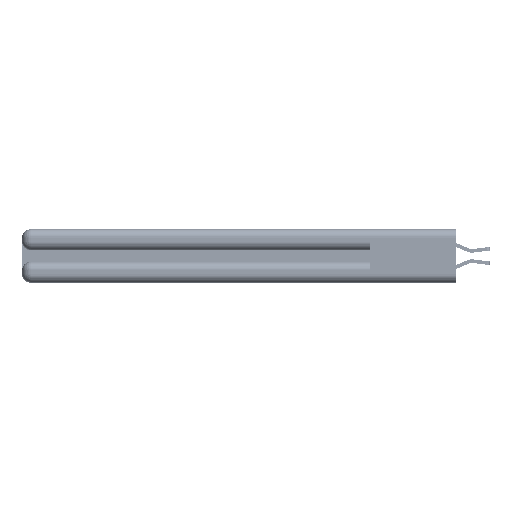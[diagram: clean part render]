
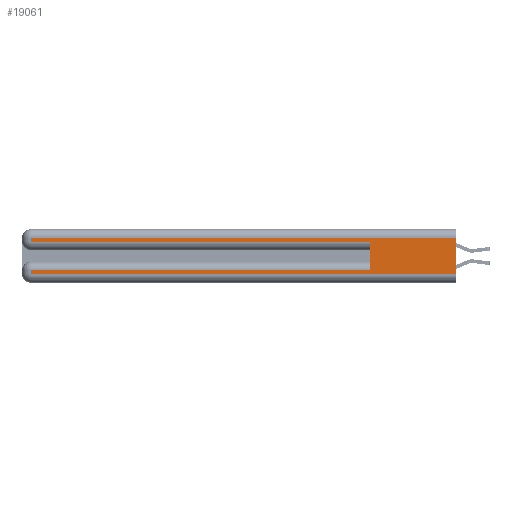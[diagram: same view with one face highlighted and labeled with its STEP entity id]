
A CAD part, left-side view. The second image highlights one B-rep face of the part: STEP entity #19061.
In plain terms, the highlighted planar face has unit normal (-1, 0, 0).
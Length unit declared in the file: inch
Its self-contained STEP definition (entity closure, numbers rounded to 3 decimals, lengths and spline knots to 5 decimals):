
#593 = CARTESIAN_POINT ( 'NONE',  ( 0., 2.94, 0.31 ) ) ;
#1087 = CARTESIAN_POINT ( 'NONE',  ( 0., 0., 0.37 ) ) ;
#2198 = VECTOR ( 'NONE', #37809, 39.37008 ) ;
#3538 = DIRECTION ( 'NONE',  ( 0., 0., -1. ) ) ;
#4392 = LINE ( 'NONE', #43855, #51580 ) ;
#4488 = DIRECTION ( 'NONE',  ( 0., 0., -1. ) ) ;
#4509 = CARTESIAN_POINT ( 'NONE',  ( 0., 2.94, 0.285 ) ) ;
#5165 = DIRECTION ( 'NONE',  ( 1., 0., 0. ) ) ;
#5689 = CARTESIAN_POINT ( 'NONE',  ( 0., 2.94, 0.37 ) ) ;
#5892 = CARTESIAN_POINT ( 'NONE',  ( 0., 0., 0.31 ) ) ;
#6032 = LINE ( 'NONE', #5689, #2198 ) ;
#6556 = VECTOR ( 'NONE', #3538, 39.37008 ) ;
#7957 = LINE ( 'NONE', #5892, #29644 ) ;
#10969 = VECTOR ( 'NONE', #11340, 39.37008 ) ;
#11340 = DIRECTION ( 'NONE',  ( 0., 0., 1. ) ) ;
#14742 = EDGE_CURVE ( 'NONE', #33577, #38099, #6032, .T. ) ;
#14905 = AXIS2_PLACEMENT_3D ( 'NONE', #1087, #5165, #4488 ) ;
#14974 = VECTOR ( 'NONE', #25129, 39.37008 ) ;
#16444 = VECTOR ( 'NONE', #23220, 39.37008 ) ;
#17318 = CARTESIAN_POINT ( 'NONE',  ( 0., 0., 0.285 ) ) ;
#18455 = CARTESIAN_POINT ( 'NONE',  ( 0., 0.6, 0.085 ) ) ;
#18784 = ORIENTED_EDGE ( 'NONE', *, *, #37082, .T. ) ;
#19061 = ADVANCED_FACE ( 'NONE', ( #20291 ), #45815, .F. ) ;
#20291 = FACE_OUTER_BOUND ( 'NONE', #41223, .T. ) ;
#22674 = CARTESIAN_POINT ( 'NONE',  ( 0., 2.94, 0.06 ) ) ;
#23050 = LINE ( 'NONE', #35801, #10969 ) ;
#23220 = DIRECTION ( 'NONE',  ( 0., -1., 0. ) ) ;
#23457 = ORIENTED_EDGE ( 'NONE', *, *, #27268, .T. ) ;
#24702 = VERTEX_POINT ( 'NONE', #35258 ) ;
#25129 = DIRECTION ( 'NONE',  ( 0., -1., 0. ) ) ;
#26991 = ORIENTED_EDGE ( 'NONE', *, *, #47706, .F. ) ;
#27268 = EDGE_CURVE ( 'NONE', #43544, #34118, #30921, .T. ) ;
#27340 = EDGE_CURVE ( 'NONE', #32055, #46089, #7957, .T. ) ;
#27650 = ORIENTED_EDGE ( 'NONE', *, *, #47192, .F. ) ;
#29303 = ORIENTED_EDGE ( 'NONE', *, *, #27340, .T. ) ;
#29625 = ORIENTED_EDGE ( 'NONE', *, *, #36329, .T. ) ;
#29644 = VECTOR ( 'NONE', #50630, 39.37008 ) ;
#30921 = LINE ( 'NONE', #17318, #14974 ) ;
#32055 = VERTEX_POINT ( 'NONE', #44406 ) ;
#32996 = VECTOR ( 'NONE', #52006, 39.37008 ) ;
#33577 = VERTEX_POINT ( 'NONE', #49775 ) ;
#34118 = VERTEX_POINT ( 'NONE', #40810 ) ;
#35223 = VERTEX_POINT ( 'NONE', #18455 ) ;
#35258 = CARTESIAN_POINT ( 'NONE',  ( 0., 0., 0.06 ) ) ;
#35721 = DIRECTION ( 'NONE',  ( 0., 1., 0. ) ) ;
#35801 = CARTESIAN_POINT ( 'NONE',  ( 0., 0.6, 0.145 ) ) ;
#36329 = EDGE_CURVE ( 'NONE', #35223, #33577, #4392, .T. ) ;
#37082 = EDGE_CURVE ( 'NONE', #46089, #43544, #50209, .T. ) ;
#37809 = DIRECTION ( 'NONE',  ( 0., 0., -1. ) ) ;
#38099 = VERTEX_POINT ( 'NONE', #22674 ) ;
#39242 = ORIENTED_EDGE ( 'NONE', *, *, #45611, .T. ) ;
#39636 = CARTESIAN_POINT ( 'NONE',  ( 0., 0., 0.06 ) ) ;
#40810 = CARTESIAN_POINT ( 'NONE',  ( 0., 0.6, 0.285 ) ) ;
#41223 = EDGE_LOOP ( 'NONE', ( #27650, #29303, #18784, #23457, #26991, #29625, #43847, #39242 ) ) ;
#43544 = VERTEX_POINT ( 'NONE', #4509 ) ;
#43623 = CARTESIAN_POINT ( 'NONE',  ( 0., 2.94, 0.37 ) ) ;
#43847 = ORIENTED_EDGE ( 'NONE', *, *, #14742, .T. ) ;
#43855 = CARTESIAN_POINT ( 'NONE',  ( 0., 0., 0.085 ) ) ;
#44406 = CARTESIAN_POINT ( 'NONE',  ( 0., 0., 0.31 ) ) ;
#45611 = EDGE_CURVE ( 'NONE', #38099, #24702, #50240, .T. ) ;
#45815 = PLANE ( 'NONE',  #14905 ) ;
#46089 = VERTEX_POINT ( 'NONE', #593 ) ;
#47192 = EDGE_CURVE ( 'NONE', #32055, #24702, #49931, .T. ) ;
#47706 = EDGE_CURVE ( 'NONE', #35223, #34118, #23050, .T. ) ;
#49775 = CARTESIAN_POINT ( 'NONE',  ( 0., 2.94, 0.085 ) ) ;
#49931 = LINE ( 'NONE', #52354, #6556 ) ;
#50209 = LINE ( 'NONE', #43623, #32996 ) ;
#50240 = LINE ( 'NONE', #39636, #16444 ) ;
#50630 = DIRECTION ( 'NONE',  ( 0., 1., 0. ) ) ;
#51580 = VECTOR ( 'NONE', #35721, 39.37008 ) ;
#52006 = DIRECTION ( 'NONE',  ( 0., 0., -1. ) ) ;
#52354 = CARTESIAN_POINT ( 'NONE',  ( 0., 0., 0.37 ) ) ;
